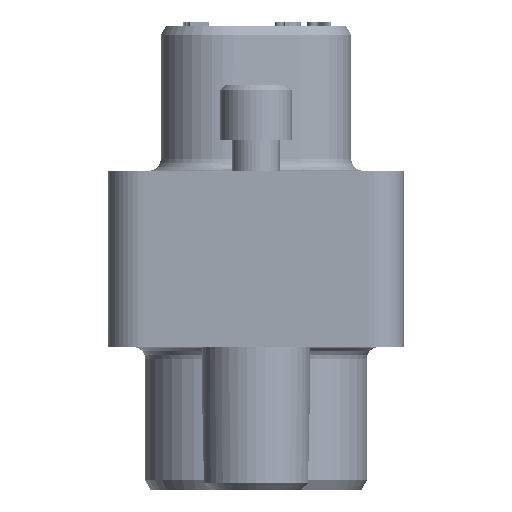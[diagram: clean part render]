
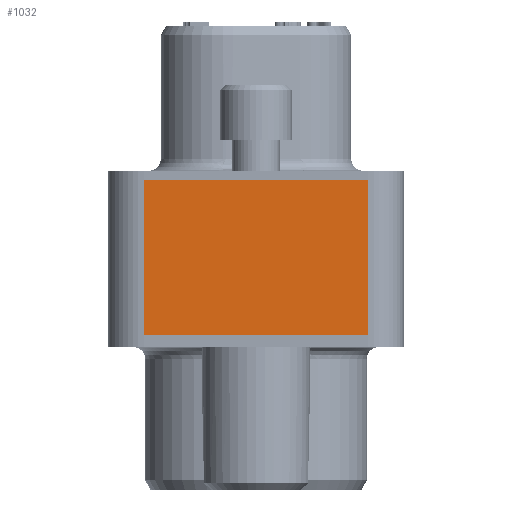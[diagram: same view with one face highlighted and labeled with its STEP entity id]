
A CAD part, left-side view. The second image highlights one B-rep face of the part: STEP entity #1032.
In plain terms, the highlighted planar face has unit normal (-1, 0, 0).
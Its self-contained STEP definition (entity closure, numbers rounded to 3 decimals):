
#182=CARTESIAN_POINT('',(-34.75,-4.7,0.0));
#183=VERTEX_POINT('',#182);
#191=CARTESIAN_POINT('',(-34.75,-4.7,-6.5));
#192=VERTEX_POINT('',#191);
#193=CARTESIAN_POINT('',(-34.75,-4.7,0.0));
#194=DIRECTION('',(0.0,0.0,-1.0));
#195=VECTOR('',#194,6.5);
#196=LINE('',#193,#195);
#197=EDGE_CURVE('',#183,#192,#196,.T.);
#769=CARTESIAN_POINT('',(-34.75,4.7,0.0));
#770=VERTEX_POINT('',#769);
#778=CARTESIAN_POINT('',(-34.75,4.7,0.0));
#779=DIRECTION('',(0.0,-1.0,0.0));
#780=VECTOR('',#779,9.4);
#781=LINE('',#778,#780);
#782=EDGE_CURVE('',#770,#183,#781,.T.);
#877=CARTESIAN_POINT('',(-34.75,4.7,-6.5));
#878=VERTEX_POINT('',#877);
#886=CARTESIAN_POINT('',(-34.75,4.7,-6.5));
#887=DIRECTION('',(0.0,0.0,1.0));
#888=VECTOR('',#887,6.5);
#889=LINE('',#886,#888);
#890=EDGE_CURVE('',#878,#770,#889,.T.);
#1016=CARTESIAN_POINT('',(-34.75,6.2,0.0));
#1017=DIRECTION('',(-1.0,0.0,0.0));
#1018=DIRECTION('',(0.0,0.0,1.0));
#1019=AXIS2_PLACEMENT_3D('',#1016,#1017,#1018);
#1020=PLANE('',#1019);
#1021=ORIENTED_EDGE('',*,*,#890,.F.);
#1022=CARTESIAN_POINT('',(-34.75,4.7,-6.5));
#1023=DIRECTION('',(0.0,-1.0,0.0));
#1024=VECTOR('',#1023,9.4);
#1025=LINE('',#1022,#1024);
#1026=EDGE_CURVE('',#878,#192,#1025,.T.);
#1027=ORIENTED_EDGE('',*,*,#1026,.T.);
#1028=ORIENTED_EDGE('',*,*,#197,.F.);
#1029=ORIENTED_EDGE('',*,*,#782,.F.);
#1030=EDGE_LOOP('',(#1021,#1027,#1028,#1029));
#1031=FACE_OUTER_BOUND('',#1030,.T.);
#1032=ADVANCED_FACE('',(#1031),#1020,.T.);
